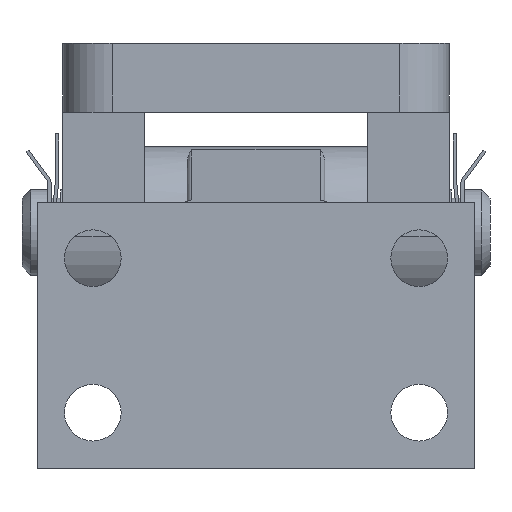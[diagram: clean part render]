
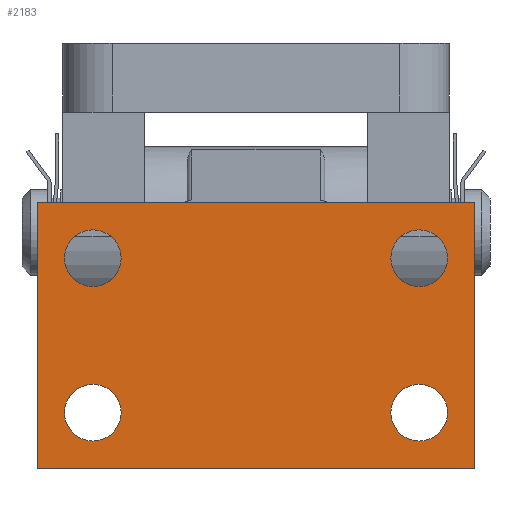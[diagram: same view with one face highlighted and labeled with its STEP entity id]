
A CAD part, front view. The second image highlights one B-rep face of the part: STEP entity #2183.
In plain terms, the highlighted face is planar.
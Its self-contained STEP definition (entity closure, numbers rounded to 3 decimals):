
#377 = ORIENTED_EDGE ( 'NONE', *, *, #2241, .T. ) ;
#501 = ORIENTED_EDGE ( 'NONE', *, *, #2422, .T. ) ;
#652 = ORIENTED_EDGE ( 'NONE', *, *, #2363, .T. ) ;
#702 = CARTESIAN_POINT ( 'NONE',  ( 31., 0., 0. ) ) ;
#705 = CARTESIAN_POINT ( 'NONE',  ( 6.5, 44.5, 0. ) ) ;
#707 = DIRECTION ( 'NONE',  ( 0., 0., 1. ) ) ;
#708 = DIRECTION ( 'NONE',  ( 1., 0., 0. ) ) ;
#710 = DIRECTION ( 'NONE',  ( 0., 1., 0. ) ) ;
#726 = CARTESIAN_POINT ( 'NONE',  ( 24.5, 6.5, 0. ) ) ;
#728 = DIRECTION ( 'NONE',  ( 0., 0., 1. ) ) ;
#729 = DIRECTION ( 'NONE',  ( 1., 0., 0. ) ) ;
#746 = ORIENTED_EDGE ( 'NONE', *, *, #2591, .F. ) ;
#882 = ORIENTED_EDGE ( 'NONE', *, *, #2586, .T. ) ;
#917 = ORIENTED_EDGE ( 'NONE', *, *, #2234, .T. ) ;
#949 = ORIENTED_EDGE ( 'NONE', *, *, #2419, .T. ) ;
#1151 = CARTESIAN_POINT ( 'NONE',  ( 24.5, 6.5, 0. ) ) ;
#1153 = DIRECTION ( 'NONE',  ( 0., 0., 1. ) ) ;
#1154 = DIRECTION ( 'NONE',  ( 1., 0., 0. ) ) ;
#1185 = CARTESIAN_POINT ( 'NONE',  ( 24.5, 44.5, 0. ) ) ;
#1186 = DIRECTION ( 'NONE',  ( 0., 0., 1. ) ) ;
#1187 = DIRECTION ( 'NONE',  ( 1., 0., 0. ) ) ;
#1248 = ORIENTED_EDGE ( 'NONE', *, *, #2461, .T. ) ;
#1259 = AXIS2_PLACEMENT_3D ( 'NONE', #5449, #5452, #5453 ) ;
#1988 = ORIENTED_EDGE ( 'NONE', *, *, #2376, .T. ) ;
#2005 = ORIENTED_EDGE ( 'NONE', *, *, #2754, .F. ) ;
#2044 = CARTESIAN_POINT ( 'NONE',  ( 0., 51., 0. ) ) ;
#2048 = PLANE ( 'NONE',  #2971 ) ;
#2052 = DIRECTION ( 'NONE',  ( -1., 0., 0. ) ) ;
#2053 = DIRECTION ( 'NONE',  ( 0., 0., -1. ) ) ;
#2183 = ADVANCED_FACE ( 'NONE', ( #3869, #3873, #3876, #3878, #3868 ), #2048, .T. ) ;
#2234 = EDGE_CURVE ( 'NONE', #4989, #4965, #3959, .T. ) ;
#2235 = EDGE_CURVE ( 'NONE', #4964, #4902, #3958, .T. ) ;
#2241 = EDGE_CURVE ( 'NONE', #4893, #4918, #3970, .T. ) ;
#2363 = EDGE_CURVE ( 'NONE', #4918, #4893, #4147, .T. ) ;
#2376 = EDGE_CURVE ( 'NONE', #4932, #4885, #4170, .T. ) ;
#2419 = EDGE_CURVE ( 'NONE', #4965, #4989, #4231, .T. ) ;
#2422 = EDGE_CURVE ( 'NONE', #4900, #4939, #4236, .T. ) ;
#2461 = EDGE_CURVE ( 'NONE', #4885, #4932, #4288, .T. ) ;
#2557 = EDGE_CURVE ( 'NONE', #4902, #4931, #4416, .T. ) ;
#2586 = EDGE_CURVE ( 'NONE', #4939, #4900, #4449, .T. ) ;
#2591 = EDGE_CURVE ( 'NONE', #4962, #4964, #4452, .T. ) ;
#2754 = EDGE_CURVE ( 'NONE', #4931, #4962, #3175, .T. ) ;
#2860 = AXIS2_PLACEMENT_3D ( 'NONE', #1151, #1153, #1154 ) ;
#2938 = AXIS2_PLACEMENT_3D ( 'NONE', #1185, #1186, #1187 ) ;
#2965 = AXIS2_PLACEMENT_3D ( 'NONE', #705, #707, #708 ) ;
#2971 = AXIS2_PLACEMENT_3D ( 'NONE', #2044, #2053, #2052 ) ;
#2995 = AXIS2_PLACEMENT_3D ( 'NONE', #5052, #5062, #5063 ) ;
#3000 = AXIS2_PLACEMENT_3D ( 'NONE', #5067, #5069, #5070 ) ;
#3008 = AXIS2_PLACEMENT_3D ( 'NONE', #726, #728, #729 ) ;
#3046 = AXIS2_PLACEMENT_3D ( 'NONE', #5169, #5178, #5179 ) ;
#3175 = LINE ( 'NONE', #5611, #3176 ) ;
#3176 = VECTOR ( 'NONE', #5612, 1000. ) ;
#3514 = EDGE_LOOP ( 'NONE', ( #1988, #1248 ) ) ;
#3537 = EDGE_LOOP ( 'NONE', ( #652, #377 ) ) ;
#3579 = EDGE_LOOP ( 'NONE', ( #882, #501 ) ) ;
#3589 = EDGE_LOOP ( 'NONE', ( #949, #917 ) ) ;
#3607 = EDGE_LOOP ( 'NONE', ( #2005, #4529, #4531, #746 ) ) ;
#3868 = FACE_BOUND ( 'NONE', #3537, .T. ) ;
#3869 = FACE_BOUND ( 'NONE', #3514, .T. ) ;
#3873 = FACE_BOUND ( 'NONE', #3589, .T. ) ;
#3876 = FACE_OUTER_BOUND ( 'NONE', #3607, .T. ) ;
#3878 = FACE_BOUND ( 'NONE', #3579, .T. ) ;
#3955 = VECTOR ( 'NONE', #710, 1000. ) ;
#3958 = LINE ( 'NONE', #702, #3955 ) ;
#3959 = CIRCLE ( 'NONE', #2965, 3.3 ) ;
#3970 = CIRCLE ( 'NONE', #3008, 3.3 ) ;
#4147 = CIRCLE ( 'NONE', #2860, 3.3 ) ;
#4170 = CIRCLE ( 'NONE', #2938, 3.3 ) ;
#4231 = CIRCLE ( 'NONE', #2995, 3.3 ) ;
#4236 = CIRCLE ( 'NONE', #3000, 3.3 ) ;
#4288 = CIRCLE ( 'NONE', #3046, 3.3 ) ;
#4416 = LINE ( 'NONE', #5396, #4417 ) ;
#4417 = VECTOR ( 'NONE', #5397, 1000. ) ;
#4449 = CIRCLE ( 'NONE', #1259, 3.3 ) ;
#4452 = LINE ( 'NONE', #5458, #4453 ) ;
#4453 = VECTOR ( 'NONE', #5459, 1000. ) ;
#4529 = ORIENTED_EDGE ( 'NONE', *, *, #2557, .F. ) ;
#4531 = ORIENTED_EDGE ( 'NONE', *, *, #2235, .F. ) ;
#4885 = VERTEX_POINT ( 'NONE', #5821 ) ;
#4893 = VERTEX_POINT ( 'NONE', #5828 ) ;
#4900 = VERTEX_POINT ( 'NONE', #5833 ) ;
#4902 = VERTEX_POINT ( 'NONE', #5835 ) ;
#4918 = VERTEX_POINT ( 'NONE', #5842 ) ;
#4931 = VERTEX_POINT ( 'NONE', #5849 ) ;
#4932 = VERTEX_POINT ( 'NONE', #5850 ) ;
#4939 = VERTEX_POINT ( 'NONE', #5852 ) ;
#4962 = VERTEX_POINT ( 'NONE', #5865 ) ;
#4964 = VERTEX_POINT ( 'NONE', #5867 ) ;
#4965 = VERTEX_POINT ( 'NONE', #5868 ) ;
#4989 = VERTEX_POINT ( 'NONE', #5882 ) ;
#5052 = CARTESIAN_POINT ( 'NONE',  ( 6.5, 44.5, 0. ) ) ;
#5062 = DIRECTION ( 'NONE',  ( 0., 0., 1. ) ) ;
#5063 = DIRECTION ( 'NONE',  ( 1., 0., 0. ) ) ;
#5067 = CARTESIAN_POINT ( 'NONE',  ( 6.5, 6.5, 0. ) ) ;
#5069 = DIRECTION ( 'NONE',  ( 0., 0., 1. ) ) ;
#5070 = DIRECTION ( 'NONE',  ( 1., 0., 0. ) ) ;
#5169 = CARTESIAN_POINT ( 'NONE',  ( 24.5, 44.5, 0. ) ) ;
#5178 = DIRECTION ( 'NONE',  ( 0., 0., 1. ) ) ;
#5179 = DIRECTION ( 'NONE',  ( 1., 0., 0. ) ) ;
#5396 = CARTESIAN_POINT ( 'NONE',  ( 0., 51., 0. ) ) ;
#5397 = DIRECTION ( 'NONE',  ( -1., 0., 0. ) ) ;
#5449 = CARTESIAN_POINT ( 'NONE',  ( 6.5, 6.5, 0. ) ) ;
#5452 = DIRECTION ( 'NONE',  ( 0., 0., 1. ) ) ;
#5453 = DIRECTION ( 'NONE',  ( 1., 0., 0. ) ) ;
#5458 = CARTESIAN_POINT ( 'NONE',  ( 0., 0., 0. ) ) ;
#5459 = DIRECTION ( 'NONE',  ( 1., 0., 0. ) ) ;
#5611 = CARTESIAN_POINT ( 'NONE',  ( 0., 0., 0. ) ) ;
#5612 = DIRECTION ( 'NONE',  ( 0., -1., 0. ) ) ;
#5821 = CARTESIAN_POINT ( 'NONE',  ( 21.2, 44.5, 0. ) ) ;
#5828 = CARTESIAN_POINT ( 'NONE',  ( 21.2, 6.5, 0. ) ) ;
#5833 = CARTESIAN_POINT ( 'NONE',  ( 3.2, 6.5, 0. ) ) ;
#5835 = CARTESIAN_POINT ( 'NONE',  ( 31., 51., 0. ) ) ;
#5842 = CARTESIAN_POINT ( 'NONE',  ( 27.8, 6.5, 0. ) ) ;
#5849 = CARTESIAN_POINT ( 'NONE',  ( 0., 51., 0. ) ) ;
#5850 = CARTESIAN_POINT ( 'NONE',  ( 27.8, 44.5, 0. ) ) ;
#5852 = CARTESIAN_POINT ( 'NONE',  ( 9.8, 6.5, 0. ) ) ;
#5865 = CARTESIAN_POINT ( 'NONE',  ( 0., 0., 0. ) ) ;
#5867 = CARTESIAN_POINT ( 'NONE',  ( 31., 0., 0. ) ) ;
#5868 = CARTESIAN_POINT ( 'NONE',  ( 9.8, 44.5, 0. ) ) ;
#5882 = CARTESIAN_POINT ( 'NONE',  ( 3.2, 44.5, 0. ) ) ;
